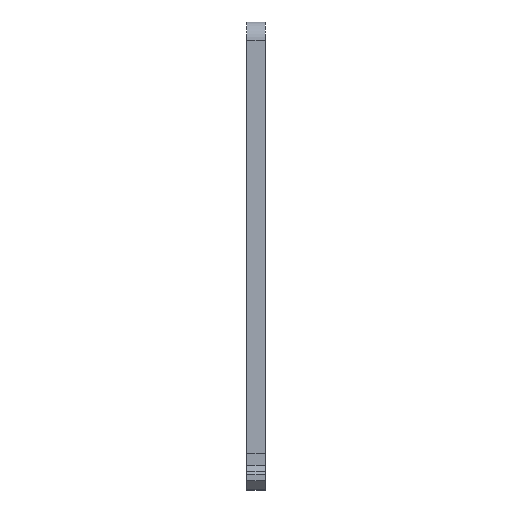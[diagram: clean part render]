
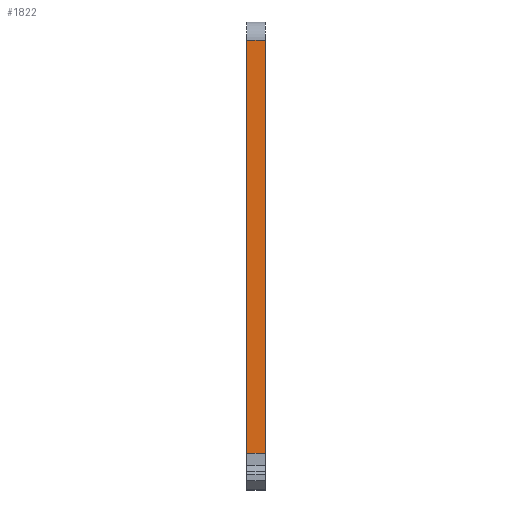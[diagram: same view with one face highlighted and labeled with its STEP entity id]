
A CAD part, front view. The second image highlights one B-rep face of the part: STEP entity #1822.
In plain terms, the highlighted planar face has unit normal (0, -1, 0).
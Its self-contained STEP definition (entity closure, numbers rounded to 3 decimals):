
#59 = ORIENTED_EDGE ( 'NONE', *, *, #533, .F. ) ;
#196 = VECTOR ( 'NONE', #1254, 1000. ) ;
#341 = VERTEX_POINT ( 'NONE', #1576 ) ;
#381 = PLANE ( 'NONE',  #1088 ) ;
#411 = CARTESIAN_POINT ( 'NONE',  ( 12., -24., -36.5 ) ) ;
#479 = VECTOR ( 'NONE', #700, 1000. ) ;
#485 = VERTEX_POINT ( 'NONE', #1484 ) ;
#533 = EDGE_CURVE ( 'NONE', #865, #341, #790, .T. ) ;
#539 = DIRECTION ( 'NONE',  ( 0., 0., 1. ) ) ;
#572 = EDGE_CURVE ( 'NONE', #485, #865, #617, .T. ) ;
#617 = LINE ( 'NONE', #1723, #196 ) ;
#640 = FACE_OUTER_BOUND ( 'NONE', #838, .T. ) ;
#679 = CARTESIAN_POINT ( 'NONE',  ( 12., -24., 0. ) ) ;
#700 = DIRECTION ( 'NONE',  ( 0., 0., -1. ) ) ;
#790 = LINE ( 'NONE', #411, #1120 ) ;
#820 = LINE ( 'NONE', #1497, #1625 ) ;
#838 = EDGE_LOOP ( 'NONE', ( #1851, #1476, #1950, #59 ) ) ;
#862 = EDGE_CURVE ( 'NONE', #1103, #341, #869, .T. ) ;
#865 = VERTEX_POINT ( 'NONE', #1175 ) ;
#869 = LINE ( 'NONE', #1642, #479 ) ;
#887 = EDGE_CURVE ( 'NONE', #485, #1103, #820, .T. ) ;
#1088 = AXIS2_PLACEMENT_3D ( 'NONE', #679, #1473, #539 ) ;
#1103 = VERTEX_POINT ( 'NONE', #1124 ) ;
#1120 = VECTOR ( 'NONE', #1347, 1000. ) ;
#1124 = CARTESIAN_POINT ( 'NONE',  ( 9., -24., 30.5 ) ) ;
#1175 = CARTESIAN_POINT ( 'NONE',  ( 12., -24., -36.5 ) ) ;
#1254 = DIRECTION ( 'NONE',  ( 0., 0., -1. ) ) ;
#1347 = DIRECTION ( 'NONE',  ( -1., 0., 0. ) ) ;
#1473 = DIRECTION ( 'NONE',  ( 0., 1., 0. ) ) ;
#1476 = ORIENTED_EDGE ( 'NONE', *, *, #887, .T. ) ;
#1484 = CARTESIAN_POINT ( 'NONE',  ( 12., -24., 30.5 ) ) ;
#1497 = CARTESIAN_POINT ( 'NONE',  ( 9., -24., 30.5 ) ) ;
#1576 = CARTESIAN_POINT ( 'NONE',  ( 9., -24., -36.5 ) ) ;
#1625 = VECTOR ( 'NONE', #1655, 1000. ) ;
#1642 = CARTESIAN_POINT ( 'NONE',  ( 9., -24., 0. ) ) ;
#1655 = DIRECTION ( 'NONE',  ( -1., 0., 0. ) ) ;
#1723 = CARTESIAN_POINT ( 'NONE',  ( 12., -24., 0. ) ) ;
#1822 = ADVANCED_FACE ( 'NONE', ( #640 ), #381, .F. ) ;
#1851 = ORIENTED_EDGE ( 'NONE', *, *, #572, .F. ) ;
#1950 = ORIENTED_EDGE ( 'NONE', *, *, #862, .T. ) ;
